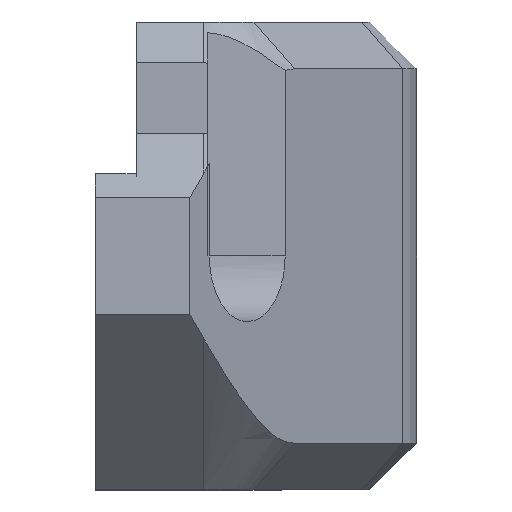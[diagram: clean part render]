
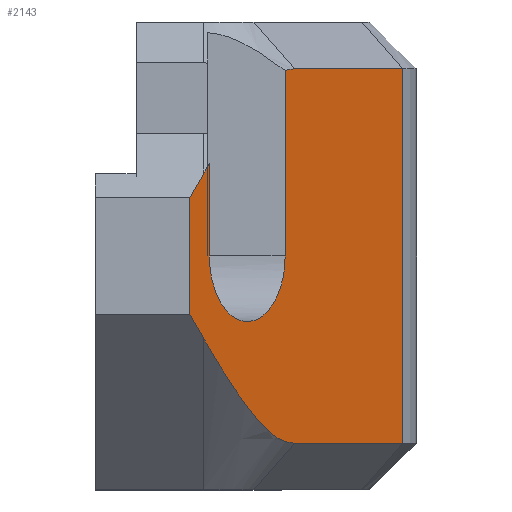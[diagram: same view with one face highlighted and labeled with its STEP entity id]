
A CAD part, left-side view. The second image highlights one B-rep face of the part: STEP entity #2143.
In plain terms, the highlighted planar face has unit normal (-0.5, -0.866, 0).
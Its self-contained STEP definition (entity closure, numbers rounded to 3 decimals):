
#16=ELLIPSE('',#2275,3.233,2.8);
#119=(
BOUNDED_CURVE()
B_SPLINE_CURVE(2,(#3703,#3704,#3705),.UNSPECIFIED.,.F.,.F.)
B_SPLINE_CURVE_WITH_KNOTS((3,3),(1.01,1.086),
 .UNSPECIFIED.)
CURVE()
GEOMETRIC_REPRESENTATION_ITEM()
RATIONAL_B_SPLINE_CURVE((1.318,1.322,1.325))
REPRESENTATION_ITEM('')
);
#120=(
BOUNDED_CURVE()
B_SPLINE_CURVE(2,(#3716,#3717,#3718),.UNSPECIFIED.,.F.,.F.)
B_SPLINE_CURVE_WITH_KNOTS((3,3),(2.581,4.153),
 .UNSPECIFIED.)
CURVE()
GEOMETRIC_REPRESENTATION_ITEM()
RATIONAL_B_SPLINE_CURVE((1.,1.406,1.318))
REPRESENTATION_ITEM('')
);
#121=(
BOUNDED_CURVE()
B_SPLINE_CURVE(2,(#3725,#3726,#3727),.UNSPECIFIED.,.F.,.F.)
B_SPLINE_CURVE_WITH_KNOTS((3,3),(2.401,2.581),
 .UNSPECIFIED.)
CURVE()
GEOMETRIC_REPRESENTATION_ITEM()
RATIONAL_B_SPLINE_CURVE((1.087,1.047,1.))
REPRESENTATION_ITEM('')
);
#226=FACE_OUTER_BOUND('',#341,.T.);
#341=EDGE_LOOP('',(#1868,#1869,#1870,#1871,#1872,#1873,#1874,#1875,#1876,
#1877,#1878,#1879));
#577=LINE('',#3665,#794);
#582=LINE('',#3689,#799);
#586=LINE('',#3710,#803);
#587=LINE('',#3712,#804);
#588=LINE('',#3714,#805);
#589=LINE('',#3720,#806);
#590=LINE('',#3722,#807);
#591=LINE('',#3724,#808);
#794=VECTOR('',#2659,10.);
#799=VECTOR('',#2670,10.);
#803=VECTOR('',#2684,10.);
#804=VECTOR('',#2685,10.);
#805=VECTOR('',#2686,10.);
#806=VECTOR('',#2687,10.);
#807=VECTOR('',#2688,10.);
#808=VECTOR('',#2689,10.);
#1012=VERTEX_POINT('',#3663);
#1013=VERTEX_POINT('',#3664);
#1019=VERTEX_POINT('',#3687);
#1020=VERTEX_POINT('',#3688);
#1022=VERTEX_POINT('',#3701);
#1023=VERTEX_POINT('',#3709);
#1024=VERTEX_POINT('',#3711);
#1025=VERTEX_POINT('',#3713);
#1026=VERTEX_POINT('',#3715);
#1027=VERTEX_POINT('',#3719);
#1028=VERTEX_POINT('',#3721);
#1029=VERTEX_POINT('',#3723);
#1306=EDGE_CURVE('',#1012,#1013,#577,.T.);
#1315=EDGE_CURVE('',#1019,#1020,#582,.T.);
#1318=EDGE_CURVE('',#1020,#1012,#16,.T.);
#1321=EDGE_CURVE('',#1022,#1013,#119,.T.);
#1323=EDGE_CURVE('',#1023,#1022,#586,.T.);
#1324=EDGE_CURVE('',#1023,#1024,#587,.T.);
#1325=EDGE_CURVE('',#1025,#1024,#588,.T.);
#1326=EDGE_CURVE('',#1026,#1025,#120,.T.);
#1327=EDGE_CURVE('',#1027,#1026,#589,.T.);
#1328=EDGE_CURVE('',#1028,#1027,#590,.T.);
#1329=EDGE_CURVE('',#1029,#1028,#591,.T.);
#1330=EDGE_CURVE('',#1019,#1029,#121,.T.);
#1868=ORIENTED_EDGE('',*,*,#1306,.T.);
#1869=ORIENTED_EDGE('',*,*,#1321,.F.);
#1870=ORIENTED_EDGE('',*,*,#1323,.F.);
#1871=ORIENTED_EDGE('',*,*,#1324,.T.);
#1872=ORIENTED_EDGE('',*,*,#1325,.F.);
#1873=ORIENTED_EDGE('',*,*,#1326,.F.);
#1874=ORIENTED_EDGE('',*,*,#1327,.F.);
#1875=ORIENTED_EDGE('',*,*,#1328,.F.);
#1876=ORIENTED_EDGE('',*,*,#1329,.F.);
#1877=ORIENTED_EDGE('',*,*,#1330,.F.);
#1878=ORIENTED_EDGE('',*,*,#1315,.T.);
#1879=ORIENTED_EDGE('',*,*,#1318,.T.);
#2039=PLANE('',#2278);
#2143=ADVANCED_FACE('',(#226),#2039,.T.);
#2275=AXIS2_PLACEMENT_3D('',#3695,#2674,#2675);
#2278=AXIS2_PLACEMENT_3D('',#3708,#2682,#2683);
#2659=DIRECTION('',(0.,0.,1.));
#2670=DIRECTION('',(0.,0.,-1.));
#2674=DIRECTION('center_axis',(0.5,0.866,0.));
#2675=DIRECTION('ref_axis',(0.866,-0.5,0.));
#2682=DIRECTION('center_axis',(-0.5,-0.866,0.));
#2683=DIRECTION('ref_axis',(-0.866,0.5,0.));
#2684=DIRECTION('',(0.655,-0.378,0.655));
#2685=DIRECTION('',(0.,0.,-1.));
#2686=DIRECTION('',(-0.655,0.378,0.655));
#2687=DIRECTION('',(-0.866,0.5,0.));
#2688=DIRECTION('',(0.,0.,-1.));
#2689=DIRECTION('',(0.866,-0.5,0.));
#3663=CARTESIAN_POINT('',(-16.55,5.121,10.));
#3664=CARTESIAN_POINT('',(-16.55,5.121,13.946));
#3665=CARTESIAN_POINT('',(-16.55,5.121,16.876));
#3687=CARTESIAN_POINT('',(-10.95,1.888,17.928));
#3688=CARTESIAN_POINT('',(-10.95,1.888,10.));
#3689=CARTESIAN_POINT('',(-10.95,1.888,10.));
#3695=CARTESIAN_POINT('Origin',(-13.75,3.505,10.));
#3701=CARTESIAN_POINT('',(-17.,5.381,13.5));
#3703=CARTESIAN_POINT('Ctrl Pts',(-17.,5.381,13.5));
#3704=CARTESIAN_POINT('Ctrl Pts',(-16.769,5.248,13.731));
#3705=CARTESIAN_POINT('Ctrl Pts',(-16.55,5.121,13.946));
#3708=CARTESIAN_POINT('Origin',(0.,-4.434,
10.));
#3709=CARTESIAN_POINT('',(-18.,5.959,12.5));
#3710=CARTESIAN_POINT('',(-12.201,2.61,18.299));
#3711=CARTESIAN_POINT('',(-18.,5.959,7.5));
#3712=CARTESIAN_POINT('',(-18.,5.959,10.));
#3713=CARTESIAN_POINT('',(-17.,5.381,6.5));
#3714=CARTESIAN_POINT('',(-12.201,2.61,1.701));
#3715=CARTESIAN_POINT('',(-10.25,1.484,2.));
#3716=CARTESIAN_POINT('Ctrl Pts',(-10.25,1.484,2.));
#3717=CARTESIAN_POINT('Ctrl Pts',(-12.5,2.783,2.));
#3718=CARTESIAN_POINT('Ctrl Pts',(-17.,5.381,6.5));
#3719=CARTESIAN_POINT('',(-2.25,-3.135,2.));
#3720=CARTESIAN_POINT('',(-1.563,-3.532,2.));
#3721=CARTESIAN_POINT('',(-2.25,-3.135,18.));
#3722=CARTESIAN_POINT('',(-2.25,-3.135,10.));
#3723=CARTESIAN_POINT('',(-10.25,1.484,18.));
#3724=CARTESIAN_POINT('',(-8.281,0.347,18.));
#3725=CARTESIAN_POINT('Ctrl Pts',(-10.95,1.888,17.928));
#3726=CARTESIAN_POINT('Ctrl Pts',(-10.597,1.685,18.));
#3727=CARTESIAN_POINT('Ctrl Pts',(-10.25,1.484,18.));
